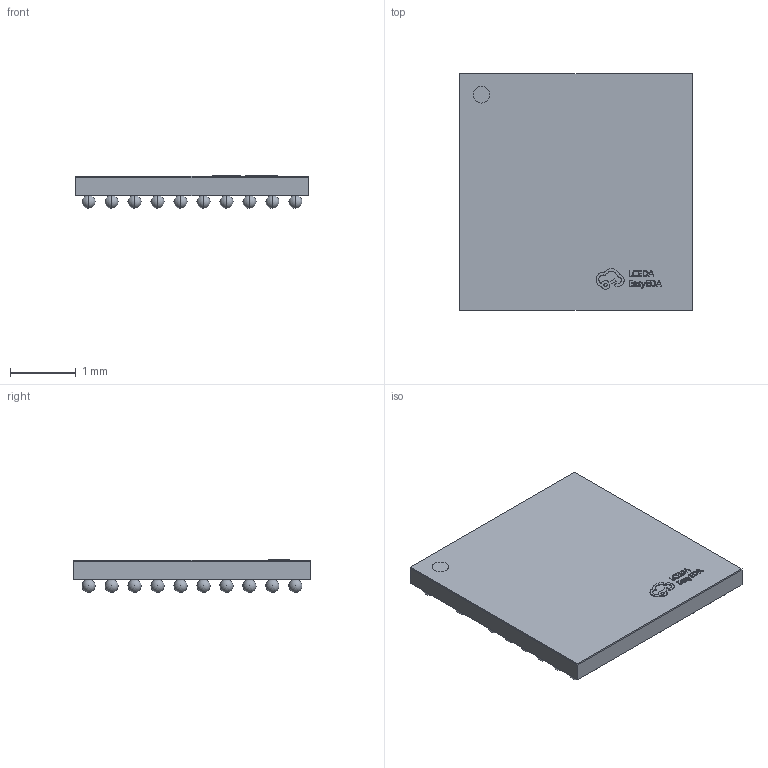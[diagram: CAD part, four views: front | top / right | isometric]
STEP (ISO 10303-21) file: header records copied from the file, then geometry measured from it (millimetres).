
FILE_DESCRIPTION (( 'STEP AP214' ), '1' );
FILE_NAME ('WLCSP-94_L3.6-W3.5-P0.35-TL.STEP', '2023-01-02T04:38:14', ( '' ), ( '' ), 'SwSTEP 2.0', 'SolidWorks 2020', '' );
FILE_SCHEMA (( 'AUTOMOTIVE_DESIGN' ));
Length unit declared in the file: millimetre
Products named in the file (1): WLCSP-94_L3.6-W3.5-P0.35-TL
Bounding box: 3.54 x 3.61 x 0.5 mm (x, y, z)
Volume: 4.2 mm3; surface area: 66 mm2
Topology: 2 solids, 2 shells, 427 faces, 1491 edges, 994 vertices
Faces by surface type: sphere 188, plane 139, bspline 98, cylinder 2
Entity records: 17959 total; most frequent: CARTESIAN_POINT 3467, ORIENTED_EDGE 2042, DIRECTION 1861, EDGE_CURVE 1021, VERTEX_POINT 712, AXIS2_PLACEMENT_3D 710, EDGE_LOOP 541, VECTOR 441
